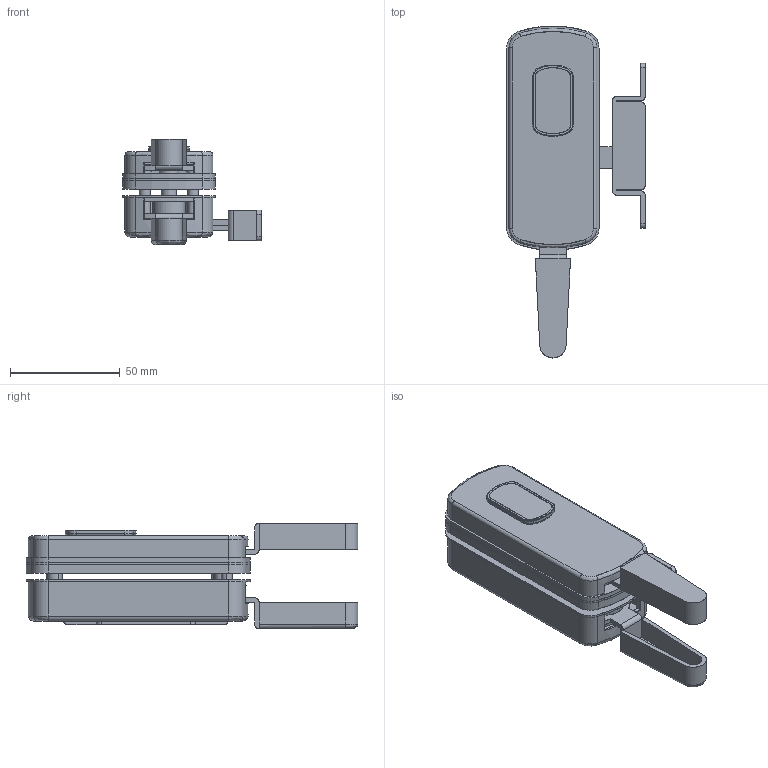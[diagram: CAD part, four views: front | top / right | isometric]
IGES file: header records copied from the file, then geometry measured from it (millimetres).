
Start section: SolidWorks IGES file using analytic representation for surfaces
Global section: file name: A-1297-2-L.IGS,15; native system: HSolidWorks 2021; preprocessor: SolidWorks 2021; author: 1337yo; date: 220117.100906; units: millimetre
Bounding box: 63 x 151 x 47.8 mm (x, y, z)
Surface area: 116522.3 mm2 (no closed solid volume)
Topology: 0 solids, 0 shells, 1018 faces, 13622 edges, 13604 vertices
Faces by surface type: revolution 535, bspline 483
